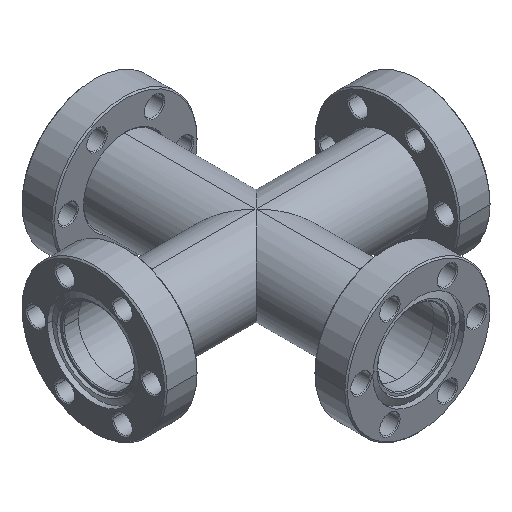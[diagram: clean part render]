
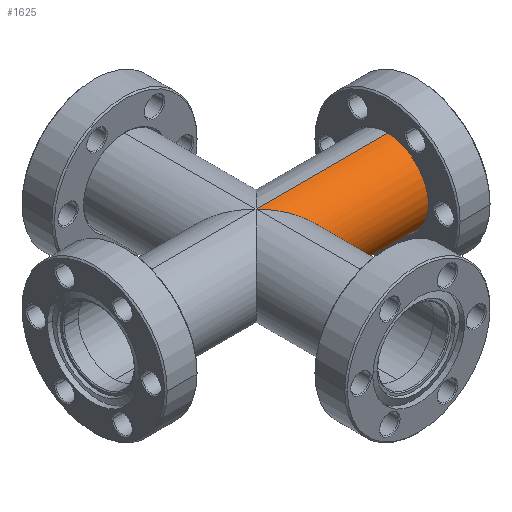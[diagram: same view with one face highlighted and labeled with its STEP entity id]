
A CAD part, isometric view. The second image highlights one B-rep face of the part: STEP entity #1625.
In plain terms, the highlighted cylindrical face has radius 9.525 mm (diameter 19.05 mm), a partial arc.
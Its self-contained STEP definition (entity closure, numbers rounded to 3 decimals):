
#37 = AXIS2_PLACEMENT_3D ( 'NONE', #1806, #1943, #1764 ) ;
#110 = ORIENTED_EDGE ( 'NONE', *, *, #386, .F. ) ;
#161 = CARTESIAN_POINT ( 'NONE',  ( 19.05, -19.05, 9.525 ) ) ;
#246 = AXIS2_PLACEMENT_3D ( 'NONE', #1417, #1800, #1472 ) ;
#262 = EDGE_CURVE ( 'NONE', #1494, #1896, #2118, .T. ) ;
#306 = EDGE_CURVE ( 'NONE', #469, #1615, #1940, .T. ) ;
#321 = ORIENTED_EDGE ( 'NONE', *, *, #306, .F. ) ;
#376 = CARTESIAN_POINT ( 'NONE',  ( 33.4, 0., -9.525 ) ) ;
#377 = CARTESIAN_POINT ( 'NONE',  ( 0., 0., 9.525 ) ) ;
#386 = EDGE_CURVE ( 'NONE', #1615, #1896, #1286, .T. ) ;
#465 = CARTESIAN_POINT ( 'NONE',  ( 33.4, 0., -9.525 ) ) ;
#469 = VERTEX_POINT ( 'NONE', #376 ) ;
#481 = DIRECTION ( 'NONE',  ( -1., 0., 0. ) ) ;
#511 = VECTOR ( 'NONE', #481, 1000. ) ;
#596 = FACE_OUTER_BOUND ( 'NONE', #1664, .T. ) ;
#618 = VECTOR ( 'NONE', #813, 1000. ) ;
#813 = DIRECTION ( 'NONE',  ( -1., 0., 0. ) ) ;
#888 = CARTESIAN_POINT ( 'NONE',  ( 33.4, 0., 9.525 ) ) ;
#974 = ORIENTED_EDGE ( 'NONE', *, *, #262, .T. ) ;
#998 = CARTESIAN_POINT ( 'NONE',  ( 33.4, 0., 9.525 ) ) ;
#1034 = ORIENTED_EDGE ( 'NONE', *, *, #2223, .F. ) ;
#1286 =( BOUNDED_CURVE ( )  B_SPLINE_CURVE ( 3, ( #2137, #2144, #161, #1996 ),
 .UNSPECIFIED., .F., .T. ) 
 B_SPLINE_CURVE_WITH_KNOTS ( ( 4, 4 ),
 ( 1.571, 4.712 ),
 .UNSPECIFIED. ) 
 CURVE ( )  GEOMETRIC_REPRESENTATION_ITEM ( )  RATIONAL_B_SPLINE_CURVE ( ( 1., 0.333, 0.333, 1. ) ) 
 REPRESENTATION_ITEM ( '' )  );
#1417 = CARTESIAN_POINT ( 'NONE',  ( 33.4, 0., 0. ) ) ;
#1472 = DIRECTION ( 'NONE',  ( 0., 0., -1. ) ) ;
#1494 = VERTEX_POINT ( 'NONE', #888 ) ;
#1602 = CIRCLE ( 'NONE', #246, 9.525 ) ;
#1615 = VERTEX_POINT ( 'NONE', #1936 ) ;
#1625 = ADVANCED_FACE ( 'NONE', ( #596 ), #1977, .T. ) ;
#1664 = EDGE_LOOP ( 'NONE', ( #321, #1034, #974, #110 ) ) ;
#1764 = DIRECTION ( 'NONE',  ( 0., 0., 1. ) ) ;
#1800 = DIRECTION ( 'NONE',  ( 1., 0., 0. ) ) ;
#1806 = CARTESIAN_POINT ( 'NONE',  ( 33.4, 0., 0. ) ) ;
#1896 = VERTEX_POINT ( 'NONE', #377 ) ;
#1936 = CARTESIAN_POINT ( 'NONE',  ( 0., 0., -9.525 ) ) ;
#1940 = LINE ( 'NONE', #465, #511 ) ;
#1943 = DIRECTION ( 'NONE',  ( -1., 0., 0. ) ) ;
#1977 = CYLINDRICAL_SURFACE ( 'NONE', #37, 9.525 ) ;
#1996 = CARTESIAN_POINT ( 'NONE',  ( 0., 0., 9.525 ) ) ;
#2118 = LINE ( 'NONE', #998, #618 ) ;
#2137 = CARTESIAN_POINT ( 'NONE',  ( 0., 0., -9.525 ) ) ;
#2144 = CARTESIAN_POINT ( 'NONE',  ( 19.05, -19.05, -9.525 ) ) ;
#2223 = EDGE_CURVE ( 'NONE', #1494, #469, #1602, .T. ) ;
